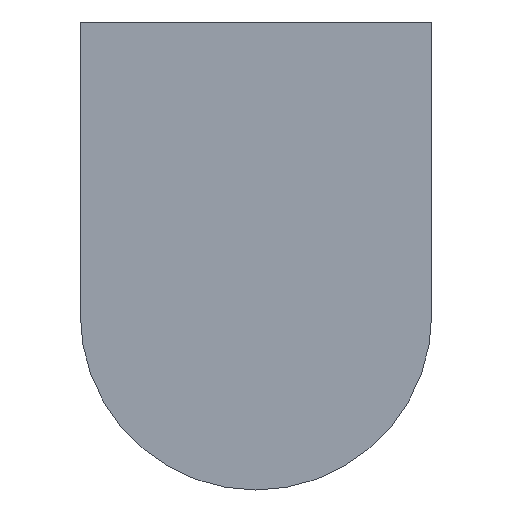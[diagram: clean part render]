
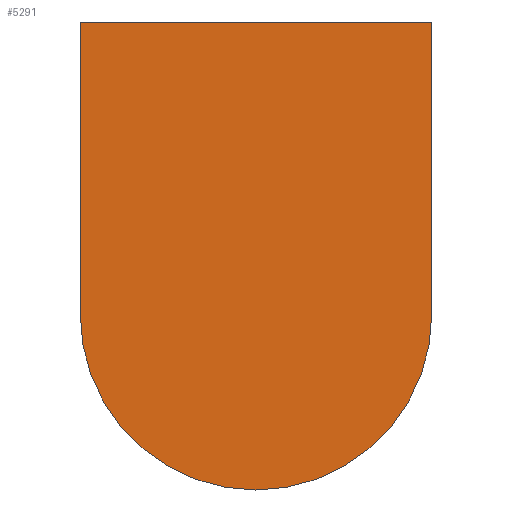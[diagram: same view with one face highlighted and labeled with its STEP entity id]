
A CAD part, front view. The second image highlights one B-rep face of the part: STEP entity #5291.
In plain terms, the highlighted planar face has unit normal (0, -1, 0).
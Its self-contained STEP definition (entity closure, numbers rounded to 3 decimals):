
#172 = DIRECTION ( 'NONE',  ( 0., 1., 0. ) ) ;
#212 = DIRECTION ( 'NONE',  ( 0., 0., -1. ) ) ;
#643 = EDGE_LOOP ( 'NONE', ( #2738, #7086, #1252, #3878, #4045 ) ) ;
#694 = VECTOR ( 'NONE', #212, 1000. ) ;
#1064 = AXIS2_PLACEMENT_3D ( 'NONE', #2945, #172, #2390 ) ;
#1180 = DIRECTION ( 'NONE',  ( -1., 0., 0. ) ) ;
#1252 = ORIENTED_EDGE ( 'NONE', *, *, #5307, .F. ) ;
#1295 = DIRECTION ( 'NONE',  ( 0., 1., 0. ) ) ;
#1527 = CIRCLE ( 'NONE', #3966, 14.5 ) ;
#1533 = PLANE ( 'NONE',  #4781 ) ;
#1871 = CARTESIAN_POINT ( 'NONE',  ( 0., 0., -21.5 ) ) ;
#2390 = DIRECTION ( 'NONE',  ( 0., 0., 1. ) ) ;
#2480 = DIRECTION ( 'NONE',  ( 0., 0., 1. ) ) ;
#2738 = ORIENTED_EDGE ( 'NONE', *, *, #4722, .F. ) ;
#2938 = CARTESIAN_POINT ( 'NONE',  ( 14.5, 0., -21.5 ) ) ;
#2945 = CARTESIAN_POINT ( 'NONE',  ( 0., 0., -21.5 ) ) ;
#3062 = CARTESIAN_POINT ( 'NONE',  ( 14.5, 0., 0. ) ) ;
#3376 = VERTEX_POINT ( 'NONE', #4122 ) ;
#3394 = CIRCLE ( 'NONE', #1064, 14.5 ) ;
#3510 = DIRECTION ( 'NONE',  ( 0., 1., 0. ) ) ;
#3759 = LINE ( 'NONE', #5965, #5127 ) ;
#3878 = ORIENTED_EDGE ( 'NONE', *, *, #5702, .F. ) ;
#3952 = CARTESIAN_POINT ( 'NONE',  ( -14.5, 0., -21.5 ) ) ;
#3966 = AXIS2_PLACEMENT_3D ( 'NONE', #1871, #3510, #2480 ) ;
#4045 = ORIENTED_EDGE ( 'NONE', *, *, #6989, .F. ) ;
#4122 = CARTESIAN_POINT ( 'NONE',  ( 14.5, 0., 2.605 ) ) ;
#4304 = VECTOR ( 'NONE', #1180, 1000. ) ;
#4484 = LINE ( 'NONE', #6704, #4304 ) ;
#4490 = CARTESIAN_POINT ( 'NONE',  ( 0., 0., -36. ) ) ;
#4537 = CARTESIAN_POINT ( 'NONE',  ( -14.5, 0., 2.605 ) ) ;
#4588 = EDGE_CURVE ( 'NONE', #3376, #6021, #4484, .T. ) ;
#4628 = LINE ( 'NONE', #3062, #694 ) ;
#4722 = EDGE_CURVE ( 'NONE', #3376, #6132, #4628, .T. ) ;
#4781 = AXIS2_PLACEMENT_3D ( 'NONE', #6511, #1295, #6984 ) ;
#4807 = DIRECTION ( 'NONE',  ( 0., 0., 1. ) ) ;
#5127 = VECTOR ( 'NONE', #4807, 1000. ) ;
#5162 = VERTEX_POINT ( 'NONE', #4490 ) ;
#5185 = VERTEX_POINT ( 'NONE', #3952 ) ;
#5291 = ADVANCED_FACE ( 'NONE', ( #5381 ), #1533, .F. ) ;
#5307 = EDGE_CURVE ( 'NONE', #5185, #6021, #3759, .T. ) ;
#5381 = FACE_OUTER_BOUND ( 'NONE', #643, .T. ) ;
#5702 = EDGE_CURVE ( 'NONE', #5162, #5185, #3394, .T. ) ;
#5965 = CARTESIAN_POINT ( 'NONE',  ( -14.5, 0., -21.5 ) ) ;
#6021 = VERTEX_POINT ( 'NONE', #4537 ) ;
#6132 = VERTEX_POINT ( 'NONE', #2938 ) ;
#6511 = CARTESIAN_POINT ( 'NONE',  ( 0., 0., -21.5 ) ) ;
#6704 = CARTESIAN_POINT ( 'NONE',  ( -14.5, 0., 2.605 ) ) ;
#6984 = DIRECTION ( 'NONE',  ( 0., 0., 1. ) ) ;
#6989 = EDGE_CURVE ( 'NONE', #6132, #5162, #1527, .T. ) ;
#7086 = ORIENTED_EDGE ( 'NONE', *, *, #4588, .T. ) ;
